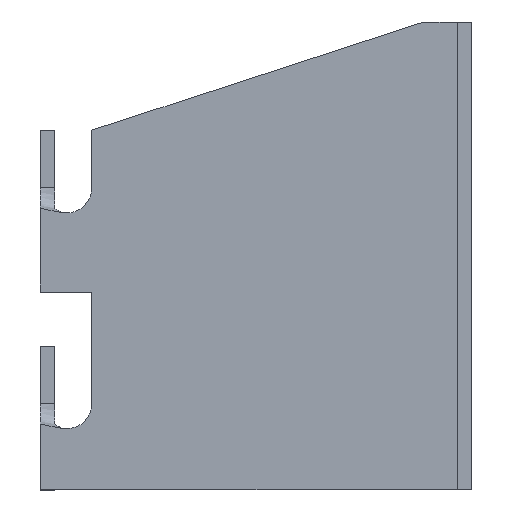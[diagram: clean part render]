
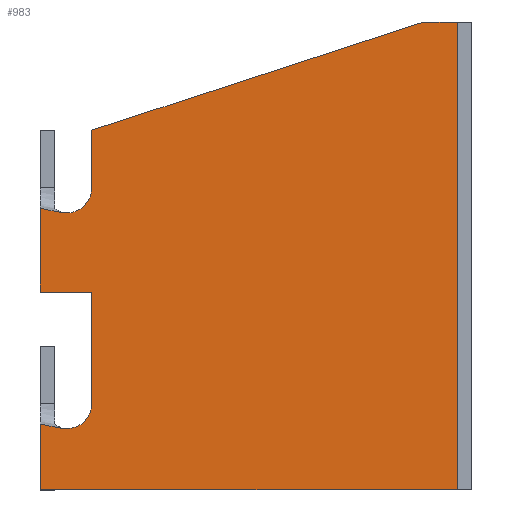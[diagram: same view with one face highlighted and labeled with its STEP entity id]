
A CAD part, top view. The second image highlights one B-rep face of the part: STEP entity #983.
In plain terms, the highlighted planar face has unit normal (0, 0, 1).
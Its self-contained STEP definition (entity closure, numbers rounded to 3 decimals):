
#58 = EDGE_CURVE ( 'NONE', #139, #241, #1301, .T. ) ;
#63 = B_SPLINE_CURVE_WITH_KNOTS ( 'NONE', 3,
 ( #266, #943, #1555, #1331, #1317, #1348 ),
 .UNSPECIFIED., .F., .F.,
 ( 4, 2, 4 ),
 ( 0.007, 0.009, 0.01 ),
 .UNSPECIFIED. ) ;
#84 = DIRECTION ( 'NONE',  ( 1., 0., 0. ) ) ;
#98 = AXIS2_PLACEMENT_3D ( 'NONE', #730, #1263, #501 ) ;
#105 = EDGE_CURVE ( 'NONE', #1579, #1446, #200, .T. ) ;
#124 = DIRECTION ( 'NONE',  ( 1., 0., 0. ) ) ;
#134 = CARTESIAN_POINT ( 'NONE',  ( -60., 0., 2. ) ) ;
#139 = VERTEX_POINT ( 'NONE', #1211 ) ;
#162 = AXIS2_PLACEMENT_3D ( 'NONE', #387, #1682, #1068 ) ;
#177 = ORIENTED_EDGE ( 'NONE', *, *, #203, .F. ) ;
#200 = CIRCLE ( 'NONE', #162, 3.5 ) ;
#203 = EDGE_CURVE ( 'NONE', #843, #944, #831, .T. ) ;
#241 = VERTEX_POINT ( 'NONE', #268 ) ;
#256 = VERTEX_POINT ( 'NONE', #946 ) ;
#266 = CARTESIAN_POINT ( 'NONE',  ( -57., 38.565, 2. ) ) ;
#268 = CARTESIAN_POINT ( 'NONE',  ( -52.827, 27.5, 2. ) ) ;
#274 = DIRECTION ( 'NONE',  ( 1., 0., 0. ) ) ;
#306 = CARTESIAN_POINT ( 'NONE',  ( -3., 0., 2. ) ) ;
#317 = VECTOR ( 'NONE', #435, 1000. ) ;
#318 = DIRECTION ( 'NONE',  ( -1., 0., 0. ) ) ;
#326 = CARTESIAN_POINT ( 'NONE',  ( -60., 27.5, 2. ) ) ;
#328 = ORIENTED_EDGE ( 'NONE', *, *, #1670, .T. ) ;
#330 = DIRECTION ( 'NONE',  ( 1., 0., 0. ) ) ;
#335 = VERTEX_POINT ( 'NONE', #1102 ) ;
#359 = CARTESIAN_POINT ( 'NONE',  ( -57., 0., 2. ) ) ;
#363 = CARTESIAN_POINT ( 'NONE',  ( 0., 65., 2. ) ) ;
#368 = DIRECTION ( 'NONE',  ( 0., 1., 0. ) ) ;
#374 = VECTOR ( 'NONE', #330, 1000. ) ;
#386 = VERTEX_POINT ( 'NONE', #596 ) ;
#387 = CARTESIAN_POINT ( 'NONE',  ( -56.327, 12., 2. ) ) ;
#389 = CARTESIAN_POINT ( 'NONE',  ( -60., 9.153, 2. ) ) ;
#393 = EDGE_LOOP ( 'NONE', ( #676, #825, #821, #988, #1453, #936, #1416, #328, #1244, #1026, #1562, #989, #1020, #956, #870, #605, #177 ) ) ;
#406 = CARTESIAN_POINT ( 'NONE',  ( -60., 65., 2. ) ) ;
#413 = VERTEX_POINT ( 'NONE', #306 ) ;
#417 = VERTEX_POINT ( 'NONE', #359 ) ;
#422 = EDGE_CURVE ( 'NONE', #843, #1289, #941, .T. ) ;
#428 = VERTEX_POINT ( 'NONE', #326 ) ;
#433 = CARTESIAN_POINT ( 'NONE',  ( -52.827, 65., 2. ) ) ;
#435 = DIRECTION ( 'NONE',  ( 0., 1., 0. ) ) ;
#438 = CARTESIAN_POINT ( 'NONE',  ( -57., 8.565, 2. ) ) ;
#445 = CARTESIAN_POINT ( 'NONE',  ( -3., 65., 2. ) ) ;
#456 = VECTOR ( 'NONE', #598, 1000. ) ;
#475 = CARTESIAN_POINT ( 'NONE',  ( 0., 0., 2. ) ) ;
#496 = LINE ( 'NONE', #1109, #995 ) ;
#501 = DIRECTION ( 'NONE',  ( -1., 0., 0. ) ) ;
#505 = CARTESIAN_POINT ( 'NONE',  ( -52.827, 65., 2. ) ) ;
#534 = VERTEX_POINT ( 'NONE', #1243 ) ;
#552 = EDGE_CURVE ( 'NONE', #139, #428, #1121, .T. ) ;
#567 = CARTESIAN_POINT ( 'NONE',  ( -57.506, 8.627, 2. ) ) ;
#570 = VECTOR ( 'NONE', #1625, 1000. ) ;
#590 = EDGE_CURVE ( 'NONE', #1136, #1315, #1422, .T. ) ;
#596 = CARTESIAN_POINT ( 'NONE',  ( -52.827, 42., 2. ) ) ;
#597 = CARTESIAN_POINT ( 'NONE',  ( -6.827, 65., 2. ) ) ;
#598 = DIRECTION ( 'NONE',  ( -1., 0., 0. ) ) ;
#605 = ORIENTED_EDGE ( 'NONE', *, *, #912, .F. ) ;
#611 = EDGE_CURVE ( 'NONE', #428, #256, #1676, .T. ) ;
#661 = EDGE_CURVE ( 'NONE', #534, #256, #63, .T. ) ;
#676 = ORIENTED_EDGE ( 'NONE', *, *, #422, .T. ) ;
#694 = LINE ( 'NONE', #755, #374 ) ;
#697 = LINE ( 'NONE', #433, #1400 ) ;
#730 = CARTESIAN_POINT ( 'NONE',  ( 0., 65., 2. ) ) ;
#755 = CARTESIAN_POINT ( 'NONE',  ( 0., 65., 2. ) ) ;
#758 = LINE ( 'NONE', #915, #1415 ) ;
#765 = VECTOR ( 'NONE', #1564, 1000. ) ;
#796 = CARTESIAN_POINT ( 'NONE',  ( -58.007, 8.721, 2. ) ) ;
#798 = EDGE_CURVE ( 'NONE', #1446, #1315, #1609, .T. ) ;
#821 = ORIENTED_EDGE ( 'NONE', *, *, #1568, .T. ) ;
#825 = ORIENTED_EDGE ( 'NONE', *, *, #1326, .T. ) ;
#831 = LINE ( 'NONE', #363, #1485 ) ;
#843 = VERTEX_POINT ( 'NONE', #597 ) ;
#870 = ORIENTED_EDGE ( 'NONE', *, *, #1204, .T. ) ;
#876 = CARTESIAN_POINT ( 'NONE',  ( -59.501, 9.046, 2. ) ) ;
#898 = PLANE ( 'NONE',  #98 ) ;
#912 = EDGE_CURVE ( 'NONE', #944, #335, #694, .T. ) ;
#915 = CARTESIAN_POINT ( 'NONE',  ( 0., 0., 2. ) ) ;
#936 = ORIENTED_EDGE ( 'NONE', *, *, #552, .F. ) ;
#940 = CARTESIAN_POINT ( 'NONE',  ( -52.827, 50., 2. ) ) ;
#941 = LINE ( 'NONE', #1629, #570 ) ;
#943 = CARTESIAN_POINT ( 'NONE',  ( -57.506, 38.627, 2. ) ) ;
#944 = VERTEX_POINT ( 'NONE', #445 ) ;
#946 = CARTESIAN_POINT ( 'NONE',  ( -60., 39.153, 2. ) ) ;
#956 = ORIENTED_EDGE ( 'NONE', *, *, #1246, .T. ) ;
#957 = AXIS2_PLACEMENT_3D ( 'NONE', #1539, #1156, #318 ) ;
#983 = ADVANCED_FACE ( 'NONE', ( #1615 ), #898, .F. ) ;
#988 = ORIENTED_EDGE ( 'NONE', *, *, #661, .T. ) ;
#989 = ORIENTED_EDGE ( 'NONE', *, *, #1556, .F. ) ;
#995 = VECTOR ( 'NONE', #1408, 1000. ) ;
#1012 = CARTESIAN_POINT ( 'NONE',  ( -60., 9.153, 2. ) ) ;
#1020 = ORIENTED_EDGE ( 'NONE', *, *, #1048, .T. ) ;
#1026 = ORIENTED_EDGE ( 'NONE', *, *, #798, .T. ) ;
#1048 = EDGE_CURVE ( 'NONE', #417, #413, #758, .T. ) ;
#1049 = DIRECTION ( 'NONE',  ( 0., -1., 0. ) ) ;
#1051 = VECTOR ( 'NONE', #1049, 1000. ) ;
#1068 = DIRECTION ( 'NONE',  ( -1., 0., 0. ) ) ;
#1102 = CARTESIAN_POINT ( 'NONE',  ( -2., 65., 2. ) ) ;
#1109 = CARTESIAN_POINT ( 'NONE',  ( -2., 65., 2. ) ) ;
#1121 = LINE ( 'NONE', #1184, #765 ) ;
#1132 = LINE ( 'NONE', #1534, #1475 ) ;
#1136 = VERTEX_POINT ( 'NONE', #134 ) ;
#1151 = CARTESIAN_POINT ( 'NONE',  ( -59.005, 8.932, 2. ) ) ;
#1156 = DIRECTION ( 'NONE',  ( 0., 0., -1. ) ) ;
#1162 = VERTEX_POINT ( 'NONE', #1684 ) ;
#1174 = LINE ( 'NONE', #475, #456 ) ;
#1184 = CARTESIAN_POINT ( 'NONE',  ( 0., 27.5, 2. ) ) ;
#1204 = EDGE_CURVE ( 'NONE', #1162, #335, #496, .T. ) ;
#1211 = CARTESIAN_POINT ( 'NONE',  ( -57., 27.5, 2. ) ) ;
#1243 = CARTESIAN_POINT ( 'NONE',  ( -57., 38.565, 2. ) ) ;
#1244 = ORIENTED_EDGE ( 'NONE', *, *, #105, .T. ) ;
#1246 = EDGE_CURVE ( 'NONE', #413, #1162, #1132, .T. ) ;
#1263 = DIRECTION ( 'NONE',  ( 0., 0., -1. ) ) ;
#1289 = VERTEX_POINT ( 'NONE', #940 ) ;
#1301 = LINE ( 'NONE', #1316, #1605 ) ;
#1315 = VERTEX_POINT ( 'NONE', #389 ) ;
#1316 = CARTESIAN_POINT ( 'NONE',  ( 0., 27.5, 2. ) ) ;
#1317 = CARTESIAN_POINT ( 'NONE',  ( -59.501, 39.046, 2. ) ) ;
#1326 = EDGE_CURVE ( 'NONE', #1289, #386, #1394, .T. ) ;
#1331 = CARTESIAN_POINT ( 'NONE',  ( -59.005, 38.932, 2. ) ) ;
#1348 = CARTESIAN_POINT ( 'NONE',  ( -60., 39.153, 2. ) ) ;
#1357 = CARTESIAN_POINT ( 'NONE',  ( -57., 8.565, 2. ) ) ;
#1379 = VECTOR ( 'NONE', #368, 1000. ) ;
#1394 = LINE ( 'NONE', #505, #1051 ) ;
#1400 = VECTOR ( 'NONE', #1675, 1000. ) ;
#1406 = CARTESIAN_POINT ( 'NONE',  ( -52.827, 12., 2. ) ) ;
#1408 = DIRECTION ( 'NONE',  ( 0., 1., 0. ) ) ;
#1415 = VECTOR ( 'NONE', #1649, 1000. ) ;
#1416 = ORIENTED_EDGE ( 'NONE', *, *, #58, .T. ) ;
#1422 = LINE ( 'NONE', #1503, #317 ) ;
#1446 = VERTEX_POINT ( 'NONE', #1357 ) ;
#1453 = ORIENTED_EDGE ( 'NONE', *, *, #611, .F. ) ;
#1475 = VECTOR ( 'NONE', #84, 1000. ) ;
#1485 = VECTOR ( 'NONE', #124, 1000. ) ;
#1503 = CARTESIAN_POINT ( 'NONE',  ( -60., 65., 2. ) ) ;
#1524 = CIRCLE ( 'NONE', #957, 3.5 ) ;
#1534 = CARTESIAN_POINT ( 'NONE',  ( -3., 0., 2. ) ) ;
#1539 = CARTESIAN_POINT ( 'NONE',  ( -56.327, 42., 2. ) ) ;
#1555 = CARTESIAN_POINT ( 'NONE',  ( -58.007, 38.721, 2. ) ) ;
#1556 = EDGE_CURVE ( 'NONE', #417, #1136, #1174, .T. ) ;
#1562 = ORIENTED_EDGE ( 'NONE', *, *, #590, .F. ) ;
#1564 = DIRECTION ( 'NONE',  ( -1., 0., 0. ) ) ;
#1568 = EDGE_CURVE ( 'NONE', #386, #534, #1524, .T. ) ;
#1579 = VERTEX_POINT ( 'NONE', #1406 ) ;
#1605 = VECTOR ( 'NONE', #274, 1000. ) ;
#1609 = B_SPLINE_CURVE_WITH_KNOTS ( 'NONE', 3,
 ( #438, #567, #796, #1151, #876, #1012 ),
 .UNSPECIFIED., .F., .F.,
 ( 4, 2, 4 ),
 ( 0.007, 0.009, 0.01 ),
 .UNSPECIFIED. ) ;
#1615 = FACE_OUTER_BOUND ( 'NONE', #393, .T. ) ;
#1625 = DIRECTION ( 'NONE',  ( -0.951, -0.31, 0. ) ) ;
#1629 = CARTESIAN_POINT ( 'NONE',  ( -52.827, 50., 2. ) ) ;
#1649 = DIRECTION ( 'NONE',  ( 1., 0., 0. ) ) ;
#1670 = EDGE_CURVE ( 'NONE', #241, #1579, #697, .T. ) ;
#1675 = DIRECTION ( 'NONE',  ( 0., -1., 0. ) ) ;
#1676 = LINE ( 'NONE', #406, #1379 ) ;
#1682 = DIRECTION ( 'NONE',  ( 0., 0., -1. ) ) ;
#1684 = CARTESIAN_POINT ( 'NONE',  ( -2., 0., 2. ) ) ;
